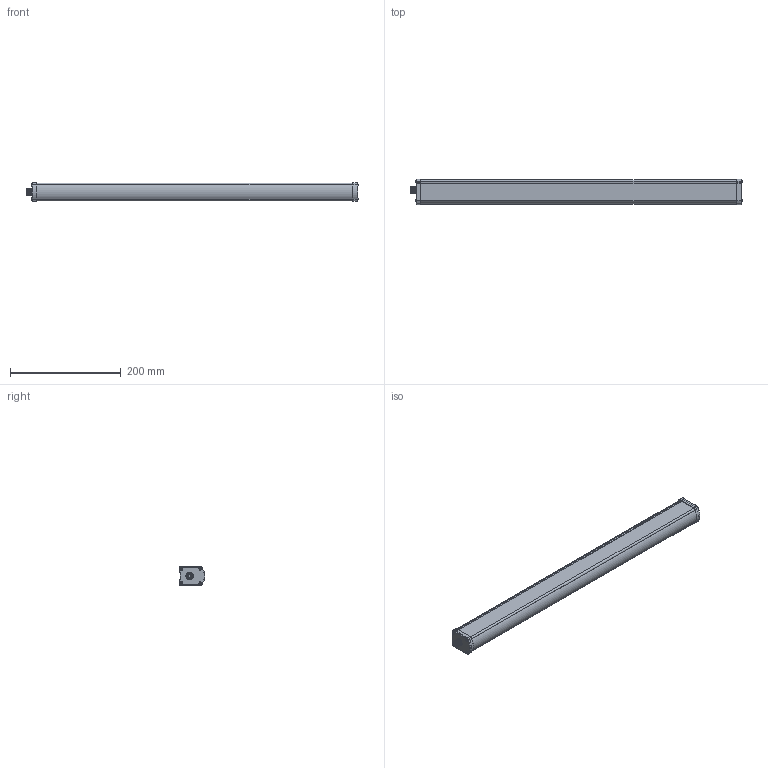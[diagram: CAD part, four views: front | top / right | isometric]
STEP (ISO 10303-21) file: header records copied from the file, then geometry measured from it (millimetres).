
FILE_DESCRIPTION((''),'2;1');
FILE_NAME('246054_SM01_ASM','2025-03-03T11:59:15',('banengservice'),('BANNER ENGINEERING'),'CREO PARAMETRIC BY PTC INC, 2022414','CREO PARAMETRIC BY PTC INC, 2022414','');
FILE_SCHEMA(('CONFIG_CONTROL_DESIGN'));
Products named in the file (2): 246054_EP01; 246054_SM01_ASM
Assembly tree (1 placements, depth 2):
  246054_SM01_ASM
    246054_EP01
Bounding box: 598.7 x 46.2 x 34.28 mm (x, y, z)
Volume: 773059.6 mm3; surface area: 96653.8 mm2
Topology: 1 solids, 1 shells, 1063 faces, 2813 edges, 1779 vertices
Faces by surface type: cylinder 297, plane 287, cone 185, bspline 173, torus 101, sphere 20
Entity records: 108464 total; most frequent: CARTESIAN_POINT 83879, ORIENTED_EDGE 5626, DIRECTION 4486, EDGE_CURVE 2813, VERTEX_POINT 1779, AXIS2_PLACEMENT_3D 1755, EDGE_LOOP 1136, FACE_OUTER_BOUND 1063
